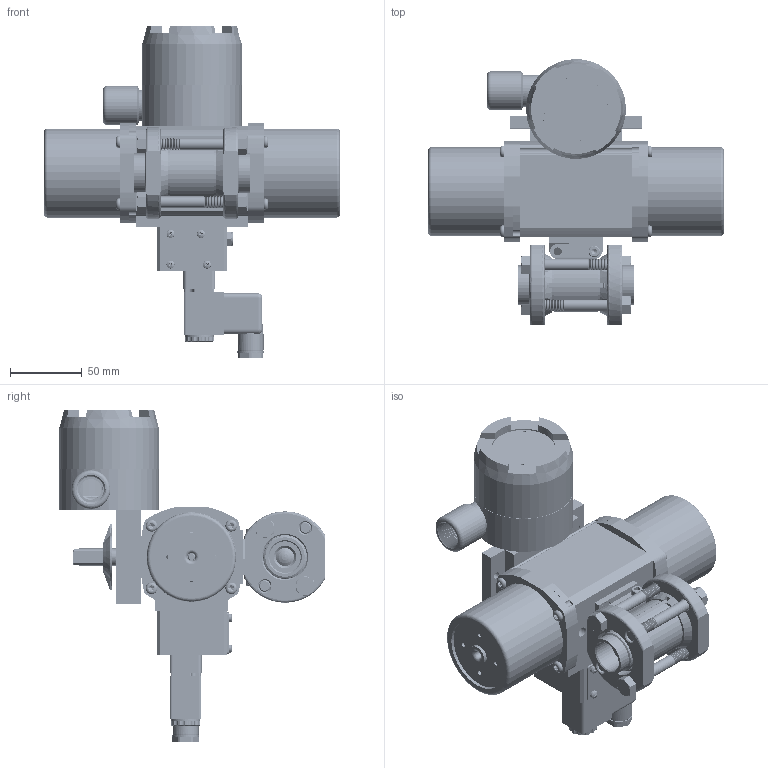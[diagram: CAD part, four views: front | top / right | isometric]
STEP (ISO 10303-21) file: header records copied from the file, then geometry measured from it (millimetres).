
FILE_DESCRIPTION (( 'STEP AP203' ), '1' );
FILE_NAME ('25XXSWSA512SR3GPDSLS.step', '2018-06-12T17:39:42', ( '' ), ( '' ), 'SwSTEP 2.0', 'SolidWorks 2017', '' );
FILE_SCHEMA (( 'CONFIG_CONTROL_DESIGN' ));
Products named in the file (1): 25XXSWSA512SR3GPDSLS
Bounding box: 206.12 x 184.85 x 231.11 mm (x, y, z)
Volume: 870231.2 mm3; surface area: 365631.7 mm2
Topology: 66 solids, 66 shells, 6387 faces, 17063 edges, 10888 vertices
Faces by surface type: cylinder 3101, cone 2026, plane 893, torus 218, bspline 135, sphere 14
Entity records: 250496 total; most frequent: CARTESIAN_POINT 95029, ORIENTED_EDGE 33822, DIRECTION 33000, EDGE_CURVE 16911, AXIS2_PLACEMENT_3D 13405, VERTEX_POINT 10884, CIRCLE 7152, EDGE_LOOP 6881
